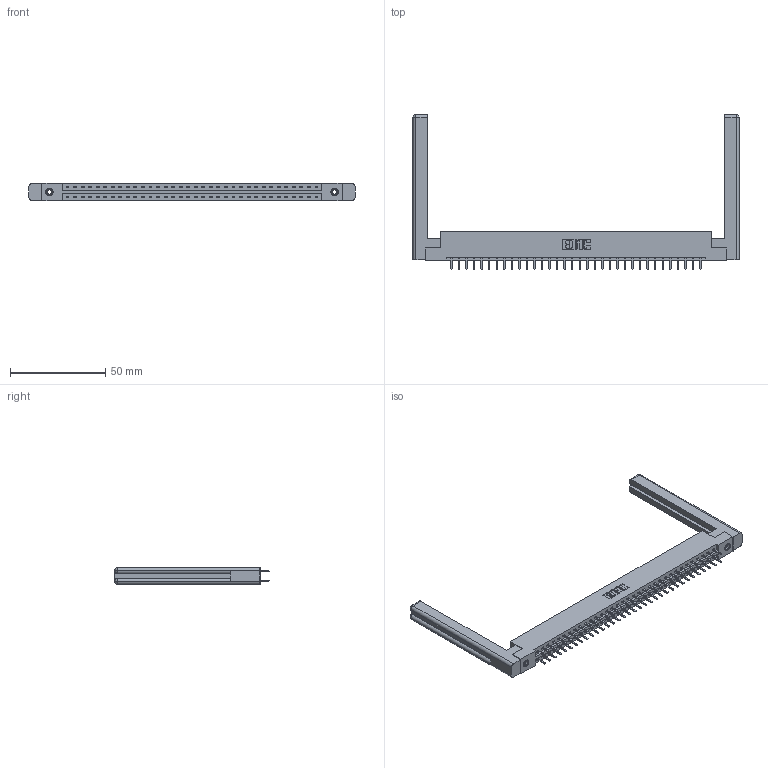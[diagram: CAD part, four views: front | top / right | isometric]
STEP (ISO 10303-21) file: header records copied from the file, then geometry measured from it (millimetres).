
FILE_DESCRIPTION (( 'STEP AP203' ), '1' );
FILE_NAME ('337-068-520-258.STEP', '2019-10-09T23:56:09', ( '' ), ( '' ), 'SwSTEP 2.0', 'SolidWorks 2016', '' );
FILE_SCHEMA (( 'CONFIG_CONTROL_DESIGN' ));
Length unit declared in the file: inch
Products named in the file (5): 345-292-001_345-293-120; 307-220-058; 337 Part_Flush Mounting Lugs - 0.156 Dia-TI; 345-250-001_345-250-001-102; 337-068-520-258
Assembly tree (73 placements, depth 2):
  337-068-520-258
    337 Part_Flush Mounting Lugs - 0.156 Dia-TI
    345-292-001_345-293-120  x68
    345-250-001_345-250-001-102  x2
    307-220-058  x2
Bounding box: 171.35 x 81.11 x 9.4 mm (x, y, z)
Volume: 25064 mm3; surface area: 25144.3 mm2
Topology: 73 solids, 73 shells, 4200 faces, 12157 edges, 7910 vertices
Faces by surface type: plane 2874, cylinder 1302, cone 12, torus 12
Entity records: 30144 total; most frequent: CARTESIAN_POINT 5105, ORIENTED_EDGE 4968, DIRECTION 4360, EDGE_CURVE 2484, LINE 2304, VECTOR 2304, VERTEX_POINT 1646, AXIS2_PLACEMENT_3D 1028
